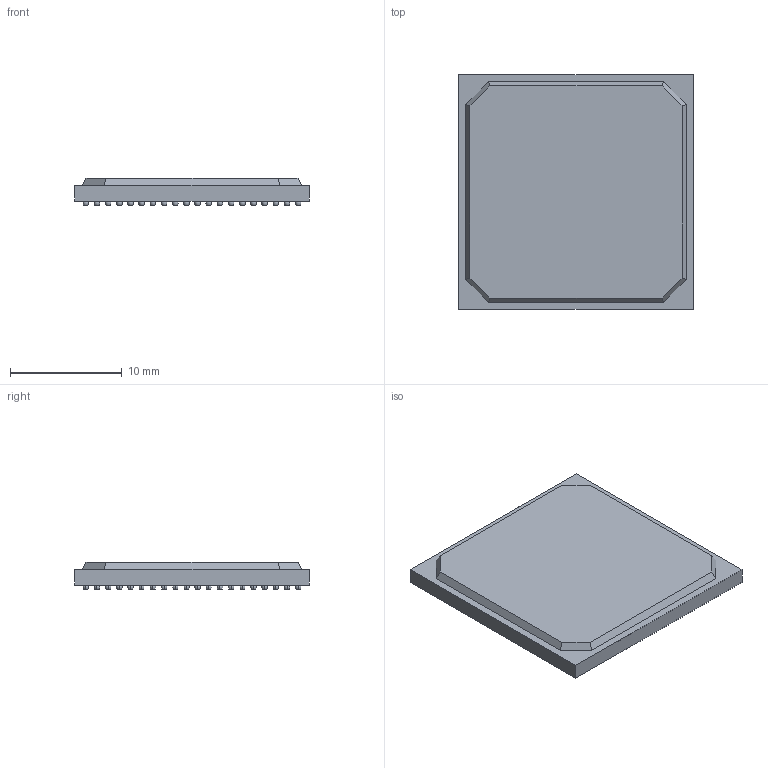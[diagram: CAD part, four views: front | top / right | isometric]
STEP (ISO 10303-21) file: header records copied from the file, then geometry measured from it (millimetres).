
FILE_DESCRIPTION((''),'2;1');
FILE_NAME('BGA400C100P20X20_2100X2100X243.stp','2010-03-31T09:59:00',(''),(''),'Mechanical Desktop 2010','Mechanical Desktop 2010',', , ');
FILE_SCHEMA(('AUTOMOTIVE_DESIGN { 1 2 10303 214 1 1 1 1 }'));
Length unit declared in the file: millimetre
Products named in the file (1): Product
Bounding box: 21 x 21 x 2.43 mm (x, y, z)
Volume: 873.2 mm3; surface area: 2094.2 mm2
Topology: 402 solids, 402 shells, 1616 faces, 3236 edges, 2424 vertices
Faces by surface type: plane 816, sphere 800
Entity records: 44892 total; most frequent: DIRECTION 9670, CARTESIAN_POINT 7277, ORIENTED_EDGE 6472, AXIS2_PLACEMENT_3D 4817, EDGE_CURVE 3236, CIRCLE 3200, VERTEX_POINT 2424, EDGE_LOOP 1616
